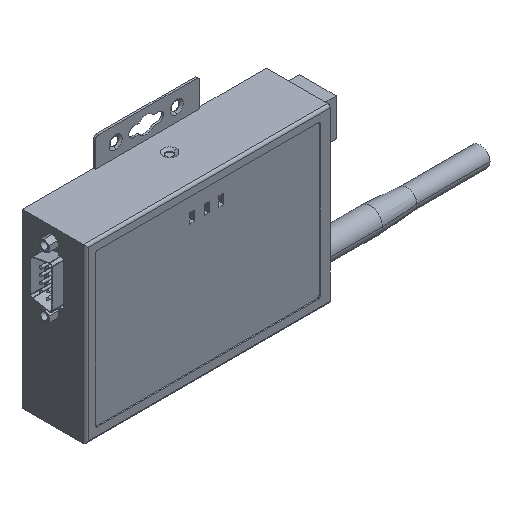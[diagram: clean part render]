
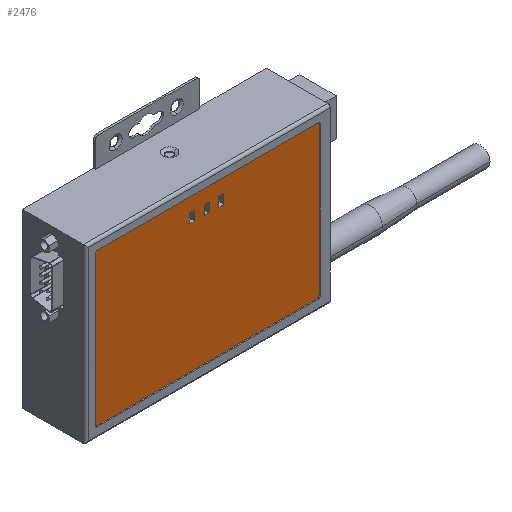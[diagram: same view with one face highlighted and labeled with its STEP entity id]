
A CAD part, isometric view. The second image highlights one B-rep face of the part: STEP entity #2476.
In plain terms, the highlighted planar face has unit normal (0, -1, 0).
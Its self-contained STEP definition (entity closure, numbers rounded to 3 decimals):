
#485=CARTESIAN_POINT('',(-45.4,-25.5,-30.25));
#486=DIRECTION('',(0.,-1.,0.));
#487=DIRECTION('',(-1.,0.,0.));
#488=AXIS2_PLACEMENT_3D('',#485,#486,#487);
#490=DIRECTION('',(0.,0.,1.));
#491=VECTOR('',#490,60.5);
#492=CARTESIAN_POINT('',(-46.4,-25.5,-30.25));
#493=LINE('',#492,#491);
#494=CARTESIAN_POINT('',(-45.4,-25.5,30.25));
#495=DIRECTION('',(0.,-1.,0.));
#496=DIRECTION('',(0.,0.,1.));
#497=AXIS2_PLACEMENT_3D('',#494,#495,#496);
#499=DIRECTION('',(1.,0.,0.));
#500=VECTOR('',#499,90.);
#501=CARTESIAN_POINT('',(-45.4,-25.5,31.25));
#502=LINE('',#501,#500);
#503=CARTESIAN_POINT('',(44.6,-25.5,30.25));
#504=DIRECTION('',(0.,-1.,0.));
#505=DIRECTION('',(1.,0.,0.));
#506=AXIS2_PLACEMENT_3D('',#503,#504,#505);
#508=DIRECTION('',(0.,0.,-1.));
#509=VECTOR('',#508,60.5);
#510=CARTESIAN_POINT('',(45.6,-25.5,30.25));
#511=LINE('',#510,#509);
#512=CARTESIAN_POINT('',(44.6,-25.5,-30.25));
#513=DIRECTION('',(0.,-1.,0.));
#514=DIRECTION('',(0.,0.,-1.));
#515=AXIS2_PLACEMENT_3D('',#512,#513,#514);
#517=DIRECTION('',(-1.,0.,0.));
#518=VECTOR('',#517,90.);
#519=CARTESIAN_POINT('',(44.6,-25.5,-31.25));
#520=LINE('',#519,#518);
#521=DIRECTION('',(-1.,0.,0.));
#522=VECTOR('',#521,2.);
#523=CARTESIAN_POINT('',(6.6,-25.5,25.25));
#524=LINE('',#523,#522);
#525=DIRECTION('',(0.,0.,-1.));
#526=VECTOR('',#525,4.);
#527=CARTESIAN_POINT('',(4.6,-25.5,25.25));
#528=LINE('',#527,#526);
#529=DIRECTION('',(1.,0.,0.));
#530=VECTOR('',#529,2.);
#531=CARTESIAN_POINT('',(4.6,-25.5,21.25));
#532=LINE('',#531,#530);
#533=DIRECTION('',(0.,0.,1.));
#534=VECTOR('',#533,4.);
#535=CARTESIAN_POINT('',(6.6,-25.5,21.25));
#536=LINE('',#535,#534);
#537=DIRECTION('',(-1.,0.,0.));
#538=VECTOR('',#537,2.);
#539=CARTESIAN_POINT('',(0.6,-25.5,25.25));
#540=LINE('',#539,#538);
#541=DIRECTION('',(0.,0.,-1.));
#542=VECTOR('',#541,4.);
#543=CARTESIAN_POINT('',(-1.4,-25.5,25.25));
#544=LINE('',#543,#542);
#545=DIRECTION('',(1.,0.,0.));
#546=VECTOR('',#545,2.);
#547=CARTESIAN_POINT('',(-1.4,-25.5,21.25));
#548=LINE('',#547,#546);
#549=DIRECTION('',(0.,0.,1.));
#550=VECTOR('',#549,4.);
#551=CARTESIAN_POINT('',(0.6,-25.5,21.25));
#552=LINE('',#551,#550);
#553=DIRECTION('',(-1.,0.,0.));
#554=VECTOR('',#553,2.);
#555=CARTESIAN_POINT('',(-5.4,-25.5,25.25));
#556=LINE('',#555,#554);
#557=DIRECTION('',(0.,0.,-1.));
#558=VECTOR('',#557,4.);
#559=CARTESIAN_POINT('',(-7.4,-25.5,25.25));
#560=LINE('',#559,#558);
#561=DIRECTION('',(1.,0.,0.));
#562=VECTOR('',#561,2.);
#563=CARTESIAN_POINT('',(-7.4,-25.5,21.25));
#564=LINE('',#563,#562);
#565=DIRECTION('',(0.,0.,1.));
#566=VECTOR('',#565,4.);
#567=CARTESIAN_POINT('',(-5.4,-25.5,21.25));
#568=LINE('',#567,#566);
#2159=CARTESIAN_POINT('',(-46.4,-25.5,-30.25));
#2161=VERTEX_POINT('',#2159);
#2163=CARTESIAN_POINT('',(-45.4,-25.5,-31.25));
#2164=VERTEX_POINT('',#2163);
#2167=CARTESIAN_POINT('',(-45.4,-25.5,31.25));
#2169=VERTEX_POINT('',#2167);
#2171=CARTESIAN_POINT('',(-46.4,-25.5,30.25));
#2172=VERTEX_POINT('',#2171);
#2175=CARTESIAN_POINT('',(45.6,-25.5,30.25));
#2177=VERTEX_POINT('',#2175);
#2179=CARTESIAN_POINT('',(44.6,-25.5,31.25));
#2180=VERTEX_POINT('',#2179);
#2183=CARTESIAN_POINT('',(44.6,-25.5,-31.25));
#2185=VERTEX_POINT('',#2183);
#2187=CARTESIAN_POINT('',(45.6,-25.5,-30.25));
#2188=VERTEX_POINT('',#2187);
#2215=CARTESIAN_POINT('',(6.6,-25.5,25.25));
#2216=CARTESIAN_POINT('',(4.6,-25.5,25.25));
#2217=VERTEX_POINT('',#2215);
#2218=VERTEX_POINT('',#2216);
#2219=CARTESIAN_POINT('',(4.6,-25.5,21.25));
#2220=VERTEX_POINT('',#2219);
#2221=CARTESIAN_POINT('',(6.6,-25.5,21.25));
#2222=VERTEX_POINT('',#2221);
#2223=CARTESIAN_POINT('',(0.6,-25.5,25.25));
#2224=CARTESIAN_POINT('',(-1.4,-25.5,25.25));
#2225=VERTEX_POINT('',#2223);
#2226=VERTEX_POINT('',#2224);
#2227=CARTESIAN_POINT('',(-1.4,-25.5,21.25));
#2228=VERTEX_POINT('',#2227);
#2229=CARTESIAN_POINT('',(0.6,-25.5,21.25));
#2230=VERTEX_POINT('',#2229);
#2231=CARTESIAN_POINT('',(-5.4,-25.5,25.25));
#2232=CARTESIAN_POINT('',(-7.4,-25.5,25.25));
#2233=VERTEX_POINT('',#2231);
#2234=VERTEX_POINT('',#2232);
#2235=CARTESIAN_POINT('',(-7.4,-25.5,21.25));
#2236=VERTEX_POINT('',#2235);
#2237=CARTESIAN_POINT('',(-5.4,-25.5,21.25));
#2238=VERTEX_POINT('',#2237);
#2423=CARTESIAN_POINT('',(-0.4,-25.5,0.));
#2424=DIRECTION('',(0.,-1.,0.));
#2425=DIRECTION('',(1.,0.,0.));
#2426=AXIS2_PLACEMENT_3D('',#2423,#2424,#2425);
#2427=PLANE('',#2426);
#2429=ORIENTED_EDGE('',*,*,#2428,.F.);
#2431=ORIENTED_EDGE('',*,*,#2430,.T.);
#2433=ORIENTED_EDGE('',*,*,#2432,.F.);
#2435=ORIENTED_EDGE('',*,*,#2434,.T.);
#2437=ORIENTED_EDGE('',*,*,#2436,.F.);
#2439=ORIENTED_EDGE('',*,*,#2438,.T.);
#2441=ORIENTED_EDGE('',*,*,#2440,.F.);
#2443=ORIENTED_EDGE('',*,*,#2442,.T.);
#2444=EDGE_LOOP('',(#2429,#2431,#2433,#2435,#2437,#2439,#2441,#2443));
#2445=FACE_OUTER_BOUND('',#2444,.F.);
#2447=ORIENTED_EDGE('',*,*,#2446,.T.);
#2449=ORIENTED_EDGE('',*,*,#2448,.T.);
#2451=ORIENTED_EDGE('',*,*,#2450,.T.);
#2453=ORIENTED_EDGE('',*,*,#2452,.T.);
#2454=EDGE_LOOP('',(#2447,#2449,#2451,#2453));
#2455=FACE_BOUND('',#2454,.F.);
#2457=ORIENTED_EDGE('',*,*,#2456,.T.);
#2459=ORIENTED_EDGE('',*,*,#2458,.T.);
#2461=ORIENTED_EDGE('',*,*,#2460,.T.);
#2463=ORIENTED_EDGE('',*,*,#2462,.T.);
#2464=EDGE_LOOP('',(#2457,#2459,#2461,#2463));
#2465=FACE_BOUND('',#2464,.F.);
#2467=ORIENTED_EDGE('',*,*,#2466,.T.);
#2469=ORIENTED_EDGE('',*,*,#2468,.T.);
#2471=ORIENTED_EDGE('',*,*,#2470,.T.);
#2473=ORIENTED_EDGE('',*,*,#2472,.T.);
#2474=EDGE_LOOP('',(#2467,#2469,#2471,#2473));
#2475=FACE_BOUND('',#2474,.F.);
#489=CIRCLE('',#488,1.);
#498=CIRCLE('',#497,1.);
#507=CIRCLE('',#506,1.);
#516=CIRCLE('',#515,1.);
#2428=EDGE_CURVE('',#2161,#2164,#489,.T.);
#2430=EDGE_CURVE('',#2161,#2172,#493,.T.);
#2432=EDGE_CURVE('',#2169,#2172,#498,.T.);
#2434=EDGE_CURVE('',#2169,#2180,#502,.T.);
#2436=EDGE_CURVE('',#2177,#2180,#507,.T.);
#2438=EDGE_CURVE('',#2177,#2188,#511,.T.);
#2440=EDGE_CURVE('',#2185,#2188,#516,.T.);
#2442=EDGE_CURVE('',#2185,#2164,#520,.T.);
#2446=EDGE_CURVE('',#2217,#2218,#524,.T.);
#2448=EDGE_CURVE('',#2218,#2220,#528,.T.);
#2450=EDGE_CURVE('',#2220,#2222,#532,.T.);
#2452=EDGE_CURVE('',#2222,#2217,#536,.T.);
#2456=EDGE_CURVE('',#2225,#2226,#540,.T.);
#2458=EDGE_CURVE('',#2226,#2228,#544,.T.);
#2460=EDGE_CURVE('',#2228,#2230,#548,.T.);
#2462=EDGE_CURVE('',#2230,#2225,#552,.T.);
#2466=EDGE_CURVE('',#2233,#2234,#556,.T.);
#2468=EDGE_CURVE('',#2234,#2236,#560,.T.);
#2470=EDGE_CURVE('',#2236,#2238,#564,.T.);
#2472=EDGE_CURVE('',#2238,#2233,#568,.T.);
#2476=ADVANCED_FACE('',(#2445,#2455,#2465,#2475),#2427,.T.);
